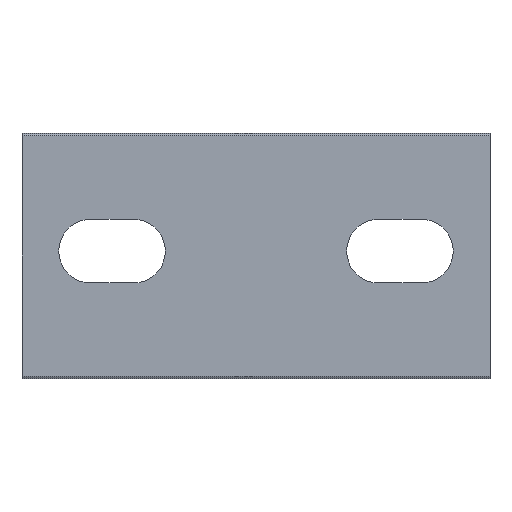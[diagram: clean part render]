
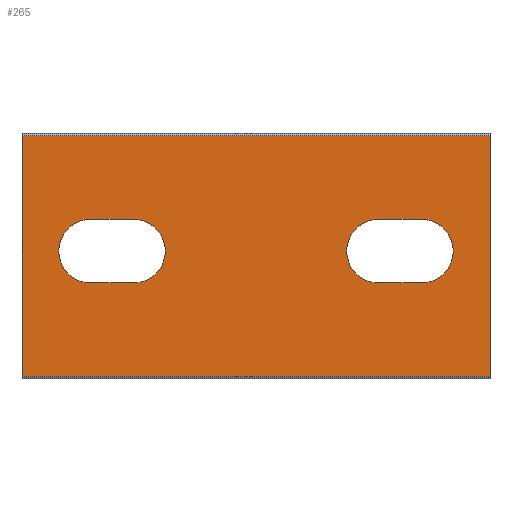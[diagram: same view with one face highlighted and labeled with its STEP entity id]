
A CAD part, front view. The second image highlights one B-rep face of the part: STEP entity #265.
In plain terms, the highlighted planar face has unit normal (0, -1, 0).
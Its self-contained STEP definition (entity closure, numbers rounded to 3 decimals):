
#7 = VECTOR ( 'NONE', #883, 1000. ) ;
#8 = VECTOR ( 'NONE', #910, 1000. ) ;
#13 = FACE_BOUND ( 'NONE', #20, .T. ) ;
#20 = EDGE_LOOP ( 'NONE', ( #1000, #357, #842, #118 ) ) ;
#25 = AXIS2_PLACEMENT_3D ( 'NONE', #428, #87, #605 ) ;
#63 = ORIENTED_EDGE ( 'NONE', *, *, #740, .T. ) ;
#76 = ORIENTED_EDGE ( 'NONE', *, *, #280, .T. ) ;
#87 = DIRECTION ( 'NONE',  ( 0., 1., 0. ) ) ;
#105 = EDGE_CURVE ( 'NONE', #598, #177, #930, .T. ) ;
#109 = LINE ( 'NONE', #371, #183 ) ;
#118 = ORIENTED_EDGE ( 'NONE', *, *, #856, .T. ) ;
#131 = DIRECTION ( 'NONE',  ( 0., 0., 1. ) ) ;
#146 = EDGE_CURVE ( 'NONE', #934, #741, #385, .T. ) ;
#150 = VERTEX_POINT ( 'NONE', #344 ) ;
#157 = CIRCLE ( 'NONE', #813, 2.6 ) ;
#167 = ORIENTED_EDGE ( 'NONE', *, *, #146, .T. ) ;
#169 = PLANE ( 'NONE',  #1031 ) ;
#177 = VERTEX_POINT ( 'NONE', #262 ) ;
#183 = VECTOR ( 'NONE', #445, 1000. ) ;
#195 = ORIENTED_EDGE ( 'NONE', *, *, #552, .T. ) ;
#214 = ORIENTED_EDGE ( 'NONE', *, *, #726, .T. ) ;
#218 = CARTESIAN_POINT ( 'NONE',  ( 32.6, -3., 7.8 ) ) ;
#236 = DIRECTION ( 'NONE',  ( 0., 0., 1. ) ) ;
#262 = CARTESIAN_POINT ( 'NONE',  ( 32.6, -3., 13. ) ) ;
#265 = ADVANCED_FACE ( 'NONE', ( #852, #13, #933 ), #169, .F. ) ;
#280 = EDGE_CURVE ( 'NONE', #758, #777, #551, .T. ) ;
#289 = CARTESIAN_POINT ( 'NONE',  ( 29.1, -3., 10.4 ) ) ;
#310 = DIRECTION ( 'NONE',  ( 1., 0., 0. ) ) ;
#344 = CARTESIAN_POINT ( 'NONE',  ( 38.2, -3., 19.8 ) ) ;
#353 = VERTEX_POINT ( 'NONE', #617 ) ;
#357 = ORIENTED_EDGE ( 'NONE', *, *, #914, .T. ) ;
#371 = CARTESIAN_POINT ( 'NONE',  ( 38.2, -3., 20. ) ) ;
#385 = CIRCLE ( 'NONE', #25, 2.6 ) ;
#395 = EDGE_CURVE ( 'NONE', #353, #593, #900, .T. ) ;
#405 = CARTESIAN_POINT ( 'NONE',  ( 32.6, -3., 13. ) ) ;
#411 = CARTESIAN_POINT ( 'NONE',  ( 5.6, -3., 7.8 ) ) ;
#415 = LINE ( 'NONE', #411, #922 ) ;
#416 = AXIS2_PLACEMENT_3D ( 'NONE', #789, #1044, #236 ) ;
#424 = CARTESIAN_POINT ( 'NONE',  ( 0., -3., 0. ) ) ;
#428 = CARTESIAN_POINT ( 'NONE',  ( 5.6, -3., 10.4 ) ) ;
#438 = ORIENTED_EDGE ( 'NONE', *, *, #441, .T. ) ;
#441 = EDGE_CURVE ( 'NONE', #741, #353, #993, .T. ) ;
#445 = DIRECTION ( 'NONE',  ( 0., 0., 1. ) ) ;
#452 = DIRECTION ( 'NONE',  ( 0., 1., 0. ) ) ;
#466 = CIRCLE ( 'NONE', #521, 2.6 ) ;
#472 = CARTESIAN_POINT ( 'NONE',  ( 29.1, -3., 7.8 ) ) ;
#473 = CARTESIAN_POINT ( 'NONE',  ( 38.2, -3., 0.2 ) ) ;
#497 = LINE ( 'NONE', #1012, #8 ) ;
#521 = AXIS2_PLACEMENT_3D ( 'NONE', #817, #633, #976 ) ;
#540 = LINE ( 'NONE', #615, #1037 ) ;
#551 = LINE ( 'NONE', #629, #7 ) ;
#552 = EDGE_CURVE ( 'NONE', #777, #569, #556, .T. ) ;
#556 = LINE ( 'NONE', #694, #812 ) ;
#566 = CARTESIAN_POINT ( 'NONE',  ( 5.6, -3., 13. ) ) ;
#569 = VERTEX_POINT ( 'NONE', #473 ) ;
#593 = VERTEX_POINT ( 'NONE', #1033 ) ;
#598 = VERTEX_POINT ( 'NONE', #610 ) ;
#605 = DIRECTION ( 'NONE',  ( 0., 0., 1. ) ) ;
#610 = CARTESIAN_POINT ( 'NONE',  ( 29.1, -3., 13. ) ) ;
#615 = CARTESIAN_POINT ( 'NONE',  ( 32.6, -3., 7.8 ) ) ;
#617 = CARTESIAN_POINT ( 'NONE',  ( 9.1, -3., 13. ) ) ;
#621 = DIRECTION ( 'NONE',  ( -1., 0., 0. ) ) ;
#629 = CARTESIAN_POINT ( 'NONE',  ( 0., -3., 0. ) ) ;
#633 = DIRECTION ( 'NONE',  ( 0., 1., 0. ) ) ;
#684 = VECTOR ( 'NONE', #310, 1000. ) ;
#691 = ORIENTED_EDGE ( 'NONE', *, *, #991, .T. ) ;
#694 = CARTESIAN_POINT ( 'NONE',  ( 0., -3., 0.2 ) ) ;
#699 = CARTESIAN_POINT ( 'NONE',  ( 0., -3., 0.2 ) ) ;
#712 = CARTESIAN_POINT ( 'NONE',  ( 5.6, -3., 7.8 ) ) ;
#724 = EDGE_LOOP ( 'NONE', ( #214, #167, #438, #815 ) ) ;
#726 = EDGE_CURVE ( 'NONE', #593, #934, #415, .T. ) ;
#740 = EDGE_CURVE ( 'NONE', #150, #758, #497, .T. ) ;
#741 = VERTEX_POINT ( 'NONE', #830 ) ;
#753 = EDGE_LOOP ( 'NONE', ( #76, #195, #691, #63 ) ) ;
#758 = VERTEX_POINT ( 'NONE', #774 ) ;
#766 = DIRECTION ( 'NONE',  ( 0., 1., 0. ) ) ;
#774 = CARTESIAN_POINT ( 'NONE',  ( 0., -3., 19.8 ) ) ;
#777 = VERTEX_POINT ( 'NONE', #699 ) ;
#789 = CARTESIAN_POINT ( 'NONE',  ( 9.1, -3., 10.4 ) ) ;
#800 = DIRECTION ( 'NONE',  ( 0., 0., -1. ) ) ;
#812 = VECTOR ( 'NONE', #956, 1000. ) ;
#813 = AXIS2_PLACEMENT_3D ( 'NONE', #289, #452, #800 ) ;
#815 = ORIENTED_EDGE ( 'NONE', *, *, #395, .T. ) ;
#817 = CARTESIAN_POINT ( 'NONE',  ( 32.6, -3., 10.4 ) ) ;
#830 = CARTESIAN_POINT ( 'NONE',  ( 5.6, -3., 13. ) ) ;
#837 = DIRECTION ( 'NONE',  ( 1., 0., 0. ) ) ;
#842 = ORIENTED_EDGE ( 'NONE', *, *, #946, .T. ) ;
#852 = FACE_BOUND ( 'NONE', #724, .T. ) ;
#856 = EDGE_CURVE ( 'NONE', #920, #598, #157, .T. ) ;
#858 = VERTEX_POINT ( 'NONE', #218 ) ;
#883 = DIRECTION ( 'NONE',  ( 0., 0., -1. ) ) ;
#900 = CIRCLE ( 'NONE', #416, 2.6 ) ;
#910 = DIRECTION ( 'NONE',  ( -1., 0., 0. ) ) ;
#914 = EDGE_CURVE ( 'NONE', #177, #858, #466, .T. ) ;
#920 = VERTEX_POINT ( 'NONE', #472 ) ;
#922 = VECTOR ( 'NONE', #1090, 1000. ) ;
#930 = LINE ( 'NONE', #405, #1099 ) ;
#933 = FACE_OUTER_BOUND ( 'NONE', #753, .T. ) ;
#934 = VERTEX_POINT ( 'NONE', #712 ) ;
#946 = EDGE_CURVE ( 'NONE', #858, #920, #540, .T. ) ;
#956 = DIRECTION ( 'NONE',  ( 1., 0., 0. ) ) ;
#976 = DIRECTION ( 'NONE',  ( 0., 0., -1. ) ) ;
#991 = EDGE_CURVE ( 'NONE', #569, #150, #109, .T. ) ;
#993 = LINE ( 'NONE', #566, #684 ) ;
#1000 = ORIENTED_EDGE ( 'NONE', *, *, #105, .T. ) ;
#1012 = CARTESIAN_POINT ( 'NONE',  ( 0., -3., 19.8 ) ) ;
#1031 = AXIS2_PLACEMENT_3D ( 'NONE', #424, #766, #131 ) ;
#1033 = CARTESIAN_POINT ( 'NONE',  ( 9.1, -3., 7.8 ) ) ;
#1037 = VECTOR ( 'NONE', #621, 1000. ) ;
#1044 = DIRECTION ( 'NONE',  ( 0., 1., 0. ) ) ;
#1090 = DIRECTION ( 'NONE',  ( -1., 0., 0. ) ) ;
#1099 = VECTOR ( 'NONE', #837, 1000. ) ;
